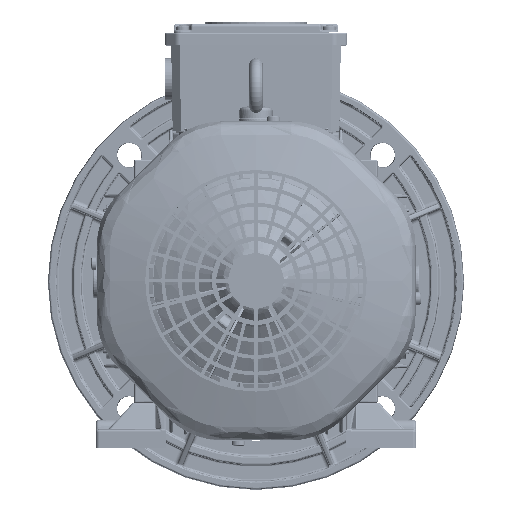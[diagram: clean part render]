
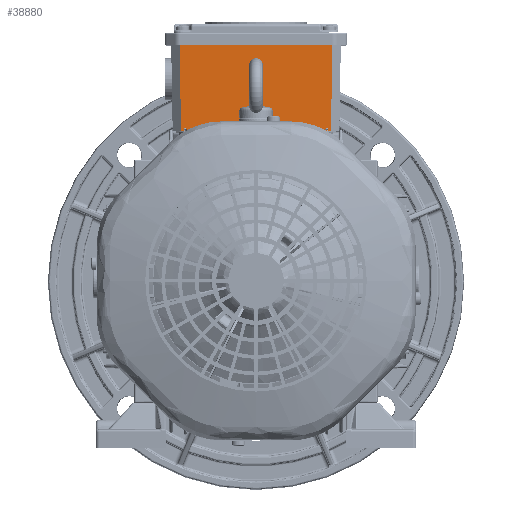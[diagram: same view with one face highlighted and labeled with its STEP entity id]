
A CAD part, top view. The second image highlights one B-rep face of the part: STEP entity #38880.
In plain terms, the highlighted planar face has unit normal (0, -0.018, 1).
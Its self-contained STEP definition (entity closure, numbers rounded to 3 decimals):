
#18188=LINE('',#239327,#23997);
#18189=LINE('',#239329,#23998);
#18190=LINE('',#239331,#23999);
#18191=LINE('',#239333,#24000);
#23997=VECTOR('',#150311,1.);
#23998=VECTOR('',#150314,1.);
#23999=VECTOR('',#150315,1.);
#24000=VECTOR('',#150316,1.);
#26419=PLANE('',#125381);
#32505=FACE_OUTER_BOUND('',#48992,.T.);
#38880=ADVANCED_FACE('',(#32505),#26419,.T.);
#48992=EDGE_LOOP('',(#80409,#80410,#80411,#80412));
#80409=ORIENTED_EDGE('',*,*,#112095,.T.);
#80410=ORIENTED_EDGE('',*,*,#112094,.F.);
#80411=ORIENTED_EDGE('',*,*,#112096,.T.);
#80412=ORIENTED_EDGE('',*,*,#112097,.T.);
#92862=VERTEX_POINT('',#239321);
#92865=VERTEX_POINT('',#239326);
#92866=VERTEX_POINT('',#239330);
#92867=VERTEX_POINT('',#239332);
#112094=EDGE_CURVE('',#92865,#92862,#18188,.T.);
#112095=EDGE_CURVE('',#92866,#92862,#18189,.T.);
#112096=EDGE_CURVE('',#92865,#92867,#18190,.T.);
#112097=EDGE_CURVE('',#92867,#92866,#18191,.T.);
#125381=AXIS2_PLACEMENT_3D('',#239334,#150317,#150318);
#150311=DIRECTION('',(-0.007,1.,0.017));
#150314=DIRECTION('',(-1.,0.,0.));
#150315=DIRECTION('',(1.,0.,0.));
#150316=DIRECTION('',(0.007,1.,0.017));
#150317=DIRECTION('',(0.,-0.017,1.));
#150318=DIRECTION('',(0.,1.,0.017));
#239321=CARTESIAN_POINT('',(-45.548,142.,172.908));
#239326=CARTESIAN_POINT('',(-45.172,90.,172.));
#239327=CARTESIAN_POINT('',(-45.172,90.,172.));
#239329=CARTESIAN_POINT('',(52.,142.,172.908));
#239330=CARTESIAN_POINT('',(45.548,142.,172.908));
#239331=CARTESIAN_POINT('',(45.172,90.,172.));
#239332=CARTESIAN_POINT('',(45.172,90.,172.));
#239333=CARTESIAN_POINT('',(45.172,90.,172.));
#239334=CARTESIAN_POINT('',(45.172,90.,172.));
